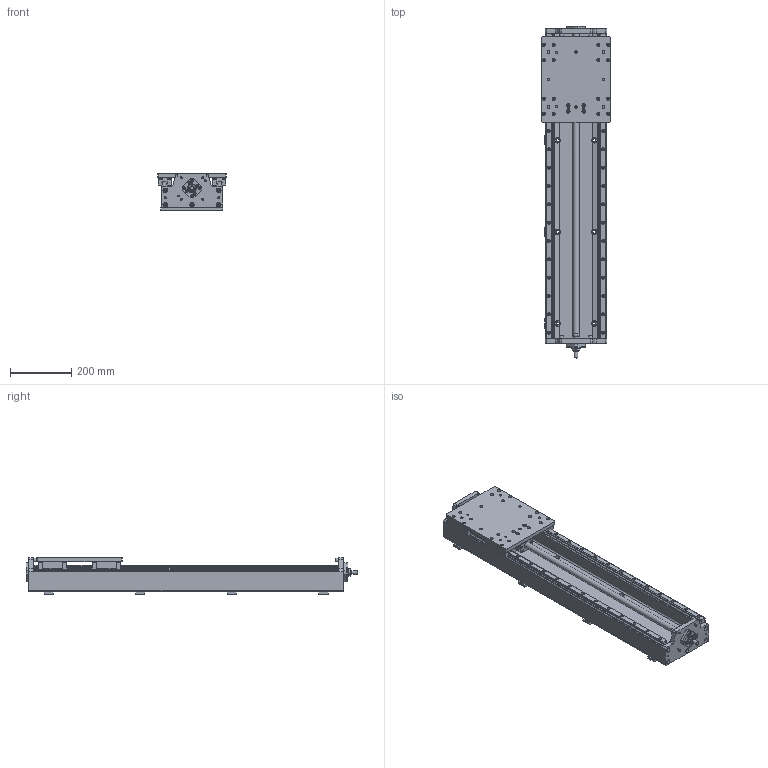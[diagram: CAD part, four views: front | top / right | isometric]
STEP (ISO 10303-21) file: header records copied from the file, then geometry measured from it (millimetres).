
FILE_DESCRIPTION((''),'2;1');
FILE_NAME('KK-HD-225-20-20XX-1000.stp','2009-03-21T11:55:55',('kurt'),(''),'Autodesk Inventor 2008','Autodesk Inventor 2008','');
FILE_SCHEMA(('AUTOMOTIVE_DESIGN { 1 0 10303 214 1 1 1 1 }'));
Length unit declared in the file: millimetre
Products named in the file (1): Part345
Bounding box: 225 x 1087 x 120 mm (x, y, z)
Volume: 9404921.4 mm3; surface area: 1145919.2 mm2
Topology: 1 solids, 19 shells, 2450 faces, 6439 edges, 4238 vertices
Faces by surface type: plane 1591, cylinder 477, bspline 247, cone 119, torus 16
Full cylindrical faces by diameter (mm): 2.459 x4, 3 x5, 3.5 x4, 4.134 x42, 4.917 x10, 5 x16, 5.5 x28, 6 x48, 6.6 x14, 6.647 x10, 7.5 x4, 8.376 x8, 9 x10, 9.5 x46, 10 x16, 10.106 x8, 11 x12, 12 x1, 14.3 x1, 15 x14, 18 x9, 20 x2, 20.44 x4, 20.5 x1, 20.733 x2, 21 x1, 26.56 x4, 28 x2, 30.8 x2, 32 x1
Entity records: 79587 total; most frequent: CARTESIAN_POINT 19587, ORIENTED_EDGE 11756, DIRECTION 10884, EDGE_CURVE 5878, VECTOR 4224, LINE 4224, VERTEX_POINT 4116, AXIS2_PLACEMENT_3D 3330
